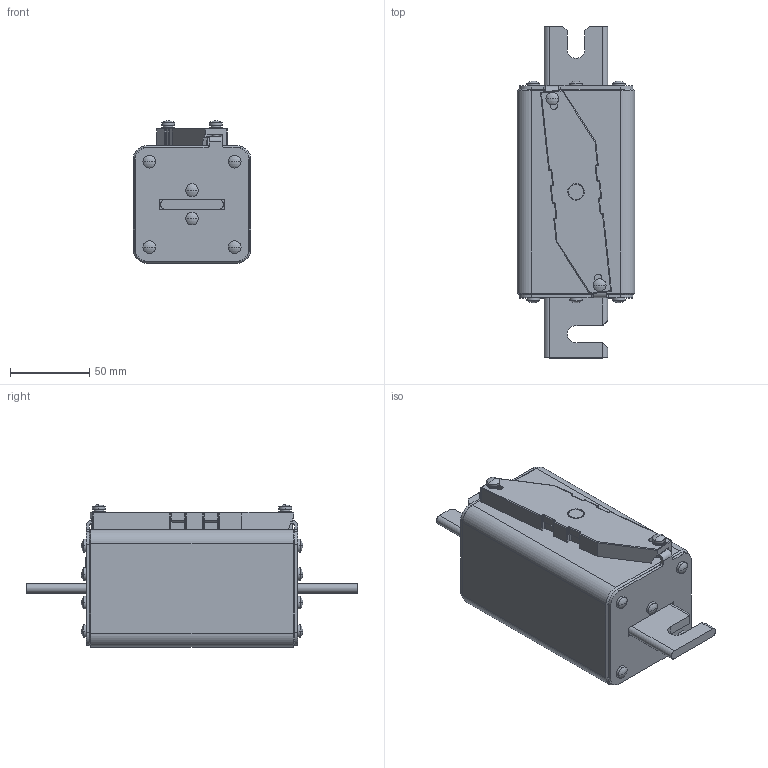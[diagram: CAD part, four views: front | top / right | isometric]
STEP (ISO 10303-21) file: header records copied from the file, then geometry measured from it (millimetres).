
FILE_DESCRIPTION (( 'STEP AP214' ), '1' );
FILE_NAME ('FOCP-HPDC-630-DB_3D.step', '2023-10-12T21:26:59', ( '' ), ( '' ), 'SwSTEP 2.0', 'SolidWorks 2022', '' );
FILE_SCHEMA (( 'AUTOMOTIVE_DESIGN' ));
Length unit declared in the file: millimetre
Products named in the file (1): FOCP-HPDC-630-DB_3D
Bounding box: 74.5 x 210 x 90.2 mm (x, y, z)
Volume: 453895 mm3; surface area: 100027.8 mm2
Topology: 2 solids, 32 shells, 841 faces, 1963 edges, 1186 vertices
Faces by surface type: plane 409, cylinder 302, cone 70, sphere 42, torus 16, bspline 2
Entity records: 31831 total; most frequent: CARTESIAN_POINT 6647, DIRECTION 4278, ORIENTED_EDGE 3866, EDGE_CURVE 1933, AXIS2_PLACEMENT_3D 1577, VERTEX_POINT 1186, LINE 1124, VECTOR 1124
